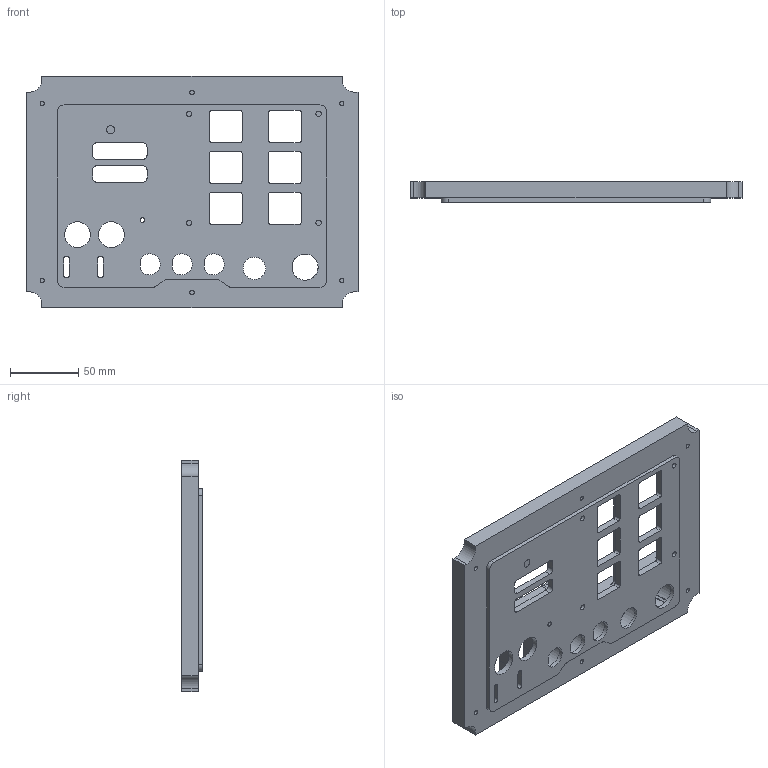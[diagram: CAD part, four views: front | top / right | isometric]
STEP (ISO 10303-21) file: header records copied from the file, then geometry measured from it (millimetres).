
FILE_DESCRIPTION(/* description */ (''),/* implementation_level */ '2;1');
FILE_NAME(/* name */ 'HDPE.step',/* time_stamp */ '2021-07-28T17:14:03+02:00',/* author */ (''),/* organization */ (''),/* preprocessor_version */ 'ST-DEVELOPER v18.1',/* originating_system */ 'Autodesk Translation Framework v10.9.0.1377',/* authorisation */ '');
FILE_SCHEMA (('AUTOMOTIVE_DESIGN { 1 0 10303 214 3 1 1 }'));
Length unit declared in the file: millimetre
Products named in the file (1): HDPE
Bounding box: 243.95 x 15 x 169.95 mm (x, y, z)
Volume: 350649.3 mm3; surface area: 104659.3 mm2
Topology: 2 solids, 2 shells, 311 faces, 800 edges, 532 vertices
Faces by surface type: plane 157, cylinder 141, bspline 13
Full cylindrical faces by diameter (mm): 3.2 x13, 3.5 x1, 4 x17, 6 x2, 7.2 x1, 16.5 x1, 19 x2, 21.625 x3, 27 x1
Entity records: 10187 total; most frequent: CARTESIAN_POINT 2209, DIRECTION 1708, ORIENTED_EDGE 1600, EDGE_CURVE 800, AXIS2_PLACEMENT_3D 611, VERTEX_POINT 532, LINE 486, VECTOR 486
